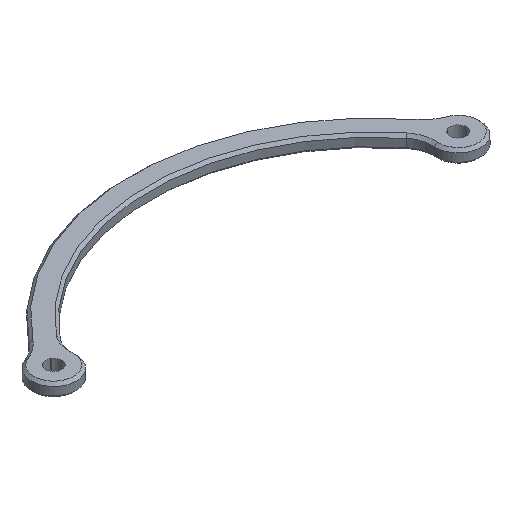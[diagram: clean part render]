
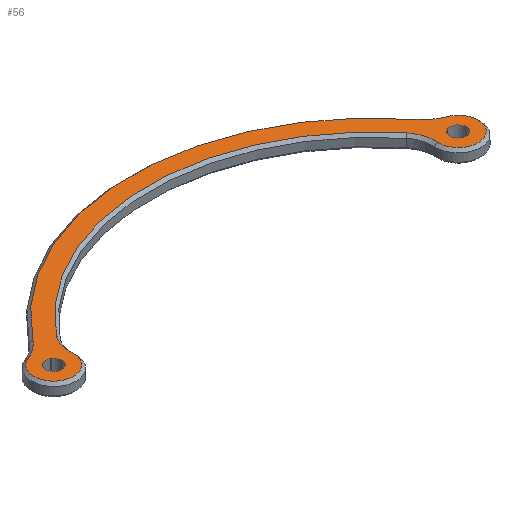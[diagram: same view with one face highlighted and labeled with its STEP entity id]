
A CAD part, isometric view. The second image highlights one B-rep face of the part: STEP entity #56.
In plain terms, the highlighted planar face has unit normal (0, 0, 1).
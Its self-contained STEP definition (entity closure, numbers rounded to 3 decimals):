
#56=ADVANCED_FACE('',(#93,#95,#97),#99,.T.);
#93=FACE_BOUND('',#94,.T.);
#94=EDGE_LOOP('',(#314,#315,#316,#317,#318,#319,#320,#321));
#95=FACE_BOUND('',#96,.T.);
#96=EDGE_LOOP('',(#322,#323));
#97=FACE_BOUND('',#98,.T.);
#98=EDGE_LOOP('',(#324,#325));
#99=PLANE('',#100);
#100=AXIS2_PLACEMENT_3D('',#101,#102,#103);
#101=CARTESIAN_POINT('',(-0.927,1.543,3.));
#102=DIRECTION('',(0.,0.,1.));
#103=DIRECTION('',(-0.53,0.848,0.));
#314=ORIENTED_EDGE('',*,*,#453,.F.);
#315=ORIENTED_EDGE('',*,*,#454,.T.);
#316=ORIENTED_EDGE('',*,*,#455,.F.);
#317=ORIENTED_EDGE('',*,*,#456,.T.);
#318=ORIENTED_EDGE('',*,*,#457,.F.);
#319=ORIENTED_EDGE('',*,*,#458,.T.);
#320=ORIENTED_EDGE('',*,*,#459,.F.);
#321=ORIENTED_EDGE('',*,*,#460,.T.);
#322=ORIENTED_EDGE('',*,*,#461,.T.);
#323=ORIENTED_EDGE('',*,*,#462,.T.);
#324=ORIENTED_EDGE('',*,*,#463,.T.);
#325=ORIENTED_EDGE('',*,*,#464,.T.);
#453=EDGE_CURVE('',#524,#525,#526,.F.);
#454=EDGE_CURVE('',#524,#527,#528,.T.);
#455=EDGE_CURVE('',#529,#527,#530,.F.);
#456=EDGE_CURVE('',#529,#531,#532,.T.);
#457=EDGE_CURVE('',#533,#531,#534,.F.);
#458=EDGE_CURVE('',#533,#535,#536,.T.);
#459=EDGE_CURVE('',#537,#535,#538,.F.);
#460=EDGE_CURVE('',#537,#525,#539,.T.);
#461=EDGE_CURVE('',#540,#541,#542,.T.);
#462=EDGE_CURVE('',#541,#540,#543,.F.);
#463=EDGE_CURVE('',#544,#545,#546,.T.);
#464=EDGE_CURVE('',#545,#544,#547,.F.);
#524=VERTEX_POINT('',#644);
#525=VERTEX_POINT('',#645);
#526=CIRCLE('',#646,10.205);
#527=VERTEX_POINT('',#650);
#528=CIRCLE('',#651,53.862);
#529=VERTEX_POINT('',#655);
#530=CIRCLE('',#656,10.205);
#531=VERTEX_POINT('',#660);
#532=CIRCLE('',#661,4.4);
#533=VERTEX_POINT('',#665);
#534=CIRCLE('',#666,7.498);
#535=VERTEX_POINT('',#670);
#536=CIRCLE('',#671,50.062);
#537=VERTEX_POINT('',#675);
#538=CIRCLE('',#676,7.498);
#539=CIRCLE('',#680,4.4);
#540=VERTEX_POINT('',#684);
#541=VERTEX_POINT('',#685);
#542=LINE('',#686,#687);
#543=CIRCLE('',#689,1.8);
#544=VERTEX_POINT('',#693);
#545=VERTEX_POINT('',#694);
#546=LINE('',#695,#696);
#547=CIRCLE('',#698,1.8);
#644=CARTESIAN_POINT('',(-2.627,7.27,3.));
#645=CARTESIAN_POINT('',(1.627,4.088,3.));
#646=AXIS2_PLACEMENT_3D('',#647,#648,#649);
#647=CARTESIAN_POINT('',(5.401,13.57,3.));
#648=DIRECTION('',(0.,0.,-1.));
#649=DIRECTION('',(-0.37,-0.929,0.));
#650=CARTESIAN_POINT('',(-87.373,7.27,3.));
#651=AXIS2_PLACEMENT_3D('',#652,#653,#654);
#652=CARTESIAN_POINT('',(-45.,-25.981,3.));
#653=DIRECTION('',(0.,0.,1.));
#654=DIRECTION('',(0.787,0.617,0.));
#655=CARTESIAN_POINT('',(-91.627,4.088,3.));
#656=AXIS2_PLACEMENT_3D('',#657,#658,#659);
#657=CARTESIAN_POINT('',(-95.401,13.57,3.));
#658=DIRECTION('',(0.,0.,-1.));
#659=DIRECTION('',(0.787,-0.617,0.));
#660=CARTESIAN_POINT('',(-85.609,0.276,3.));
#661=AXIS2_PLACEMENT_3D('',#662,#663,#664);
#662=CARTESIAN_POINT('',(-90.,0.,3.));
#663=DIRECTION('',(0.,0.,1.));
#664=DIRECTION('',(-0.37,0.929,0.));
#665=CARTESIAN_POINT('',(-83.961,5.455,3.));
#666=AXIS2_PLACEMENT_3D('',#667,#668,#669);
#667=CARTESIAN_POINT('',(-78.125,0.747,3.));
#668=DIRECTION('',(0.,0.,-1.));
#669=DIRECTION('',(-0.998,-0.063,0.));
#670=CARTESIAN_POINT('',(-6.039,5.455,3.));
#671=AXIS2_PLACEMENT_3D('',#672,#673,#674);
#672=CARTESIAN_POINT('',(-45.,-25.981,3.));
#673=DIRECTION('',(0.,0.,-1.));
#674=DIRECTION('',(-0.778,0.628,0.));
#675=CARTESIAN_POINT('',(-4.391,0.276,3.));
#676=AXIS2_PLACEMENT_3D('',#677,#678,#679);
#677=CARTESIAN_POINT('',(-11.875,0.747,3.));
#678=DIRECTION('',(0.,0.,-1.));
#679=DIRECTION('',(0.778,0.628,0.));
#680=AXIS2_PLACEMENT_3D('',#681,#682,#683);
#681=CARTESIAN_POINT('',(0.,0.,3.));
#682=DIRECTION('',(0.,0.,1.));
#683=DIRECTION('',(-0.998,0.063,0.));
#684=CARTESIAN_POINT('',(-0.98,1.51,3.));
#685=CARTESIAN_POINT('',(-0.927,1.543,3.));
#686=CARTESIAN_POINT('',(-0.98,1.51,3.));
#687=VECTOR('',#688,1.);
#688=DIRECTION('',(0.848,0.53,0.));
#689=AXIS2_PLACEMENT_3D('',#690,#691,#692);
#690=CARTESIAN_POINT('',(0.,0.,3.));
#691=DIRECTION('',(0.,0.,1.));
#692=DIRECTION('',(-0.544,0.839,0.));
#693=CARTESIAN_POINT('',(-89.073,1.543,3.));
#694=CARTESIAN_POINT('',(-89.02,1.51,3.));
#695=CARTESIAN_POINT('',(-89.073,1.543,3.));
#696=VECTOR('',#697,1.);
#697=DIRECTION('',(0.848,-0.53,0.));
#698=AXIS2_PLACEMENT_3D('',#699,#700,#701);
#699=CARTESIAN_POINT('',(-90.,0.,3.));
#700=DIRECTION('',(0.,0.,1.));
#701=DIRECTION('',(0.515,0.857,0.));
